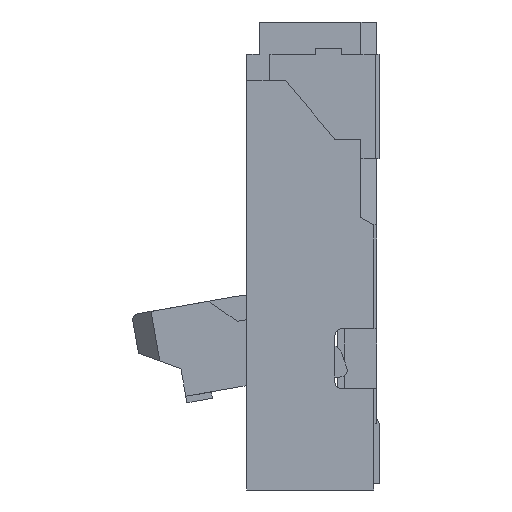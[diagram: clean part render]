
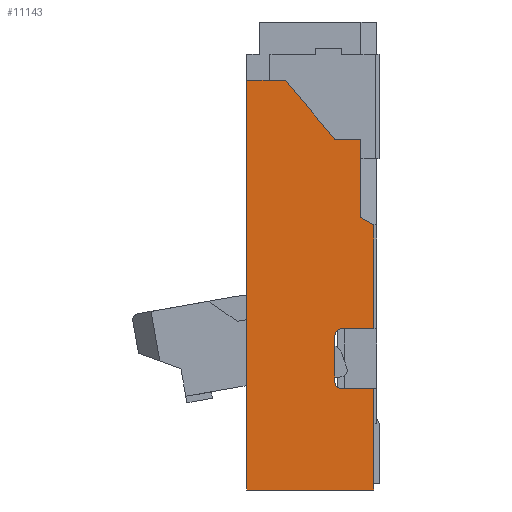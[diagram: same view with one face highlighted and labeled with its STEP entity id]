
A CAD part, left-side view. The second image highlights one B-rep face of the part: STEP entity #11143.
In plain terms, the highlighted planar face has unit normal (-1, 0, 0).
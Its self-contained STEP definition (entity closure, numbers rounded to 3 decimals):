
#395=DIRECTION('',(0.,-0.643,-0.766));
#396=VECTOR('',#395,0.591);
#397=CARTESIAN_POINT('',(-3.35,0.7,-0.45));
#398=LINE('',#397,#396);
#399=DIRECTION('',(0.,-1.,0.));
#400=VECTOR('',#399,0.2);
#401=CARTESIAN_POINT('',(-3.35,0.32,-0.903));
#402=LINE('',#401,#400);
#403=DIRECTION('',(0.,0.,-1.));
#404=VECTOR('',#403,0.6);
#405=CARTESIAN_POINT('',(-3.35,0.12,-0.903));
#406=LINE('',#405,#404);
#407=DIRECTION('',(0.,-0.866,-0.5));
#408=VECTOR('',#407,0.115);
#409=CARTESIAN_POINT('',(-3.35,0.12,-1.503));
#410=LINE('',#409,#408);
#411=DIRECTION('',(0.,0.,-1.));
#412=VECTOR('',#411,0.799);
#413=CARTESIAN_POINT('',(-3.35,0.02,-1.561));
#414=LINE('',#413,#412);
#415=DIRECTION('',(0.,1.,0.));
#416=VECTOR('',#415,0.25);
#417=CARTESIAN_POINT('',(-3.35,0.02,-2.36));
#418=LINE('',#417,#416);
#419=CARTESIAN_POINT('',(-3.35,0.27,-2.41));
#420=DIRECTION('',(-1.,0.,0.));
#421=DIRECTION('',(0.,0.,1.));
#422=AXIS2_PLACEMENT_3D('',#419,#420,#421);
#424=DIRECTION('',(0.,0.,-1.));
#425=VECTOR('',#424,0.36);
#426=CARTESIAN_POINT('',(-3.35,0.32,-2.41));
#427=LINE('',#426,#425);
#428=CARTESIAN_POINT('',(-3.35,0.27,-2.77));
#429=DIRECTION('',(-1.,0.,0.));
#430=DIRECTION('',(0.,1.,0.));
#431=AXIS2_PLACEMENT_3D('',#428,#429,#430);
#433=DIRECTION('',(0.,-1.,0.));
#434=VECTOR('',#433,0.25);
#435=CARTESIAN_POINT('',(-3.35,0.27,-2.82));
#436=LINE('',#435,#434);
#437=DIRECTION('',(0.,0.,1.));
#438=VECTOR('',#437,0.78);
#439=CARTESIAN_POINT('',(-3.35,0.02,-3.6));
#440=LINE('',#439,#438);
#441=DIRECTION('',(0.,1.,0.));
#442=VECTOR('',#441,0.98);
#443=CARTESIAN_POINT('',(-3.35,0.02,-3.6));
#444=LINE('',#443,#442);
#445=DIRECTION('',(0.,0.,1.));
#446=VECTOR('',#445,3.15);
#447=CARTESIAN_POINT('',(-3.35,1.,-3.6));
#448=LINE('',#447,#446);
#449=DIRECTION('',(0.,-1.,0.));
#450=VECTOR('',#449,0.3);
#451=CARTESIAN_POINT('',(-3.35,1.,-0.45));
#452=LINE('',#451,#450);
#8149=CARTESIAN_POINT('',(-3.35,0.7,-0.45));
#8150=CARTESIAN_POINT('',(-3.35,0.32,-0.903));
#8151=VERTEX_POINT('',#8149);
#8152=VERTEX_POINT('',#8150);
#8153=CARTESIAN_POINT('',(-3.35,0.12,-0.903));
#8154=VERTEX_POINT('',#8153);
#8155=CARTESIAN_POINT('',(-3.35,0.12,-1.503));
#8156=VERTEX_POINT('',#8155);
#8157=CARTESIAN_POINT('',(-3.35,0.02,-1.561));
#8158=VERTEX_POINT('',#8157);
#8159=CARTESIAN_POINT('',(-3.35,0.02,-2.36));
#8160=VERTEX_POINT('',#8159);
#8161=CARTESIAN_POINT('',(-3.35,0.27,-2.36));
#8162=VERTEX_POINT('',#8161);
#8163=CARTESIAN_POINT('',(-3.35,0.32,-2.41));
#8164=VERTEX_POINT('',#8163);
#8165=CARTESIAN_POINT('',(-3.35,0.32,-2.77));
#8166=VERTEX_POINT('',#8165);
#8167=CARTESIAN_POINT('',(-3.35,0.27,-2.82));
#8168=VERTEX_POINT('',#8167);
#8169=CARTESIAN_POINT('',(-3.35,0.02,-2.82));
#8170=VERTEX_POINT('',#8169);
#8171=CARTESIAN_POINT('',(-3.35,0.02,-3.6));
#8172=VERTEX_POINT('',#8171);
#8173=CARTESIAN_POINT('',(-3.35,1.,-0.45));
#8174=VERTEX_POINT('',#8173);
#8183=CARTESIAN_POINT('',(-3.35,1.,-3.6));
#8184=VERTEX_POINT('',#8183);
#11115=CARTESIAN_POINT('',(-3.35,0.,0.));
#11116=DIRECTION('',(1.,0.,0.));
#11117=DIRECTION('',(0.,0.,-1.));
#11118=AXIS2_PLACEMENT_3D('',#11115,#11116,#11117);
#11119=PLANE('',#11118);
#11121=ORIENTED_EDGE('',*,*,#11120,.T.);
#11123=ORIENTED_EDGE('',*,*,#11122,.T.);
#11125=ORIENTED_EDGE('',*,*,#11124,.T.);
#11127=ORIENTED_EDGE('',*,*,#11126,.T.);
#11128=ORIENTED_EDGE('',*,*,#10906,.T.);
#11129=ORIENTED_EDGE('',*,*,#10987,.T.);
#11130=ORIENTED_EDGE('',*,*,#11096,.T.);
#11131=ORIENTED_EDGE('',*,*,#11109,.T.);
#11132=ORIENTED_EDGE('',*,*,#11060,.T.);
#11133=ORIENTED_EDGE('',*,*,#11047,.T.);
#11134=ORIENTED_EDGE('',*,*,#10943,.F.);
#11136=ORIENTED_EDGE('',*,*,#11135,.T.);
#11138=ORIENTED_EDGE('',*,*,#11137,.T.);
#11140=ORIENTED_EDGE('',*,*,#11139,.T.);
#11141=EDGE_LOOP('',(#11121,#11123,#11125,#11127,#11128,#11129,#11130,#11131,
#11132,#11133,#11134,#11136,#11138,#11140));
#11142=FACE_OUTER_BOUND('',#11141,.F.);
#11143=ADVANCED_FACE('',(#11142),#11119,.F.);
#423=CIRCLE('',#422,0.05);
#432=CIRCLE('',#431,0.05);
#10906=EDGE_CURVE('',#8158,#8160,#414,.T.);
#10943=EDGE_CURVE('',#8172,#8170,#440,.T.);
#10987=EDGE_CURVE('',#8160,#8162,#418,.T.);
#11047=EDGE_CURVE('',#8168,#8170,#436,.T.);
#11060=EDGE_CURVE('',#8166,#8168,#432,.T.);
#11096=EDGE_CURVE('',#8162,#8164,#423,.T.);
#11109=EDGE_CURVE('',#8164,#8166,#427,.T.);
#11120=EDGE_CURVE('',#8151,#8152,#398,.T.);
#11122=EDGE_CURVE('',#8152,#8154,#402,.T.);
#11124=EDGE_CURVE('',#8154,#8156,#406,.T.);
#11126=EDGE_CURVE('',#8156,#8158,#410,.T.);
#11135=EDGE_CURVE('',#8172,#8184,#444,.T.);
#11137=EDGE_CURVE('',#8184,#8174,#448,.T.);
#11139=EDGE_CURVE('',#8174,#8151,#452,.T.);
